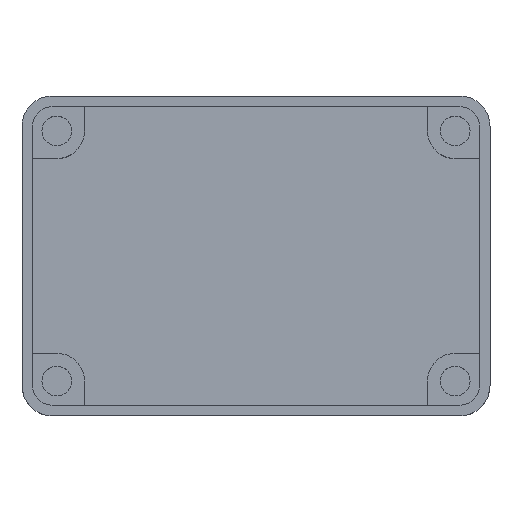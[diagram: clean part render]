
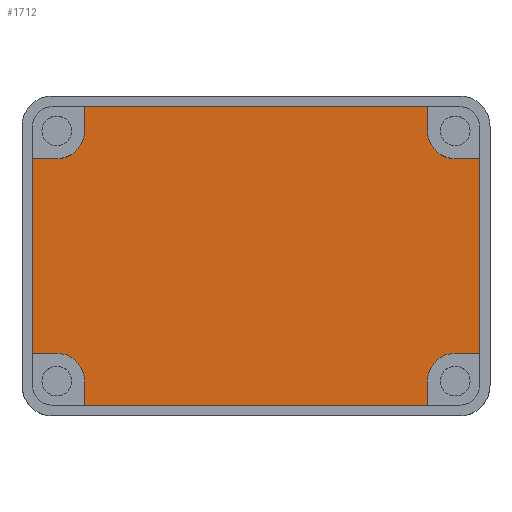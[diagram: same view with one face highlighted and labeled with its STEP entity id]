
A CAD part, top view. The second image highlights one B-rep face of the part: STEP entity #1712.
In plain terms, the highlighted planar face has unit normal (0, 0, 1).
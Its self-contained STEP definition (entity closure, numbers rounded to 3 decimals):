
#1125 = VERTEX_POINT('',#1126);
#1126 = CARTESIAN_POINT('',(-24.1,10.5,-6.85));
#1132 = EDGE_CURVE('',#1133,#1125,#1135,.T.);
#1133 = VERTEX_POINT('',#1134);
#1134 = CARTESIAN_POINT('',(-24.1,-10.5,-6.85));
#1135 = LINE('',#1136,#1137);
#1136 = CARTESIAN_POINT('',(-24.1,7.,-6.85));
#1137 = VECTOR('',#1138,1.);
#1138 = DIRECTION('',(0.,1.,0.));
#1214 = VERTEX_POINT('',#1215);
#1215 = CARTESIAN_POINT('',(18.5,16.1,-6.85));
#1221 = EDGE_CURVE('',#1222,#1214,#1224,.T.);
#1222 = VERTEX_POINT('',#1223);
#1223 = CARTESIAN_POINT('',(-18.5,16.1,-6.85));
#1224 = LINE('',#1225,#1226);
#1225 = CARTESIAN_POINT('',(11.,16.1,-6.85));
#1226 = VECTOR('',#1227,1.);
#1227 = DIRECTION('',(1.,0.,0.));
#1375 = VERTEX_POINT('',#1376);
#1376 = CARTESIAN_POINT('',(24.1,-10.5,-6.85));
#1382 = EDGE_CURVE('',#1383,#1375,#1385,.T.);
#1383 = VERTEX_POINT('',#1384);
#1384 = CARTESIAN_POINT('',(24.1,10.5,-6.85));
#1385 = LINE('',#1386,#1387);
#1386 = CARTESIAN_POINT('',(24.1,-7.,-6.85));
#1387 = VECTOR('',#1388,1.);
#1388 = DIRECTION('',(0.,-1.,0.));
#1456 = VERTEX_POINT('',#1457);
#1457 = CARTESIAN_POINT('',(-18.5,-16.1,-6.85));
#1463 = EDGE_CURVE('',#1464,#1456,#1466,.T.);
#1464 = VERTEX_POINT('',#1465);
#1465 = CARTESIAN_POINT('',(18.5,-16.1,-6.85));
#1466 = LINE('',#1467,#1468);
#1467 = CARTESIAN_POINT('',(-11.,-16.1,-6.85));
#1468 = VECTOR('',#1469,1.);
#1469 = DIRECTION('',(-1.,0.,0.));
#1693 = VERTEX_POINT('',#1694);
#1694 = CARTESIAN_POINT('',(-21.5,-10.5,-6.85));
#1702 = EDGE_CURVE('',#1693,#1133,#1703,.T.);
#1703 = LINE('',#1704,#1705);
#1704 = CARTESIAN_POINT('',(-21.5,-10.5,-6.85));
#1705 = VECTOR('',#1706,1.);
#1706 = DIRECTION('',(-1.,0.,0.));
#1712 = ADVANCED_FACE('',(#1713),#1804,.T.);
#1713 = FACE_BOUND('',#1714,.T.);
#1714 = EDGE_LOOP('',(#1715,#1716,#1717,#1726,#1732,#1733,#1741,#1750,
    #1756,#1757,#1765,#1774,#1780,#1781,#1789,#1798));
#1715 = ORIENTED_EDGE('',*,*,#1132,.F.);
#1716 = ORIENTED_EDGE('',*,*,#1702,.F.);
#1717 = ORIENTED_EDGE('',*,*,#1718,.F.);
#1718 = EDGE_CURVE('',#1719,#1693,#1721,.T.);
#1719 = VERTEX_POINT('',#1720);
#1720 = CARTESIAN_POINT('',(-18.5,-13.5,-6.85));
#1721 = CIRCLE('',#1722,3.);
#1722 = AXIS2_PLACEMENT_3D('',#1723,#1724,#1725);
#1723 = CARTESIAN_POINT('',(-21.5,-13.5,-6.85));
#1724 = DIRECTION('',(0.,0.,1.));
#1725 = DIRECTION('',(1.,0.,0.));
#1726 = ORIENTED_EDGE('',*,*,#1727,.F.);
#1727 = EDGE_CURVE('',#1456,#1719,#1728,.T.);
#1728 = LINE('',#1729,#1730);
#1729 = CARTESIAN_POINT('',(-18.5,-16.1,-6.85));
#1730 = VECTOR('',#1731,1.);
#1731 = DIRECTION('',(0.,1.,0.));
#1732 = ORIENTED_EDGE('',*,*,#1463,.F.);
#1733 = ORIENTED_EDGE('',*,*,#1734,.F.);
#1734 = EDGE_CURVE('',#1735,#1464,#1737,.T.);
#1735 = VERTEX_POINT('',#1736);
#1736 = CARTESIAN_POINT('',(18.5,-13.5,-6.85));
#1737 = LINE('',#1738,#1739);
#1738 = CARTESIAN_POINT('',(18.5,-13.5,-6.85));
#1739 = VECTOR('',#1740,1.);
#1740 = DIRECTION('',(0.,-1.,0.));
#1741 = ORIENTED_EDGE('',*,*,#1742,.F.);
#1742 = EDGE_CURVE('',#1743,#1735,#1745,.T.);
#1743 = VERTEX_POINT('',#1744);
#1744 = CARTESIAN_POINT('',(21.5,-10.5,-6.85));
#1745 = CIRCLE('',#1746,3.);
#1746 = AXIS2_PLACEMENT_3D('',#1747,#1748,#1749);
#1747 = CARTESIAN_POINT('',(21.5,-13.5,-6.85));
#1748 = DIRECTION('',(0.,0.,1.));
#1749 = DIRECTION('',(1.,0.,0.));
#1750 = ORIENTED_EDGE('',*,*,#1751,.F.);
#1751 = EDGE_CURVE('',#1375,#1743,#1752,.T.);
#1752 = LINE('',#1753,#1754);
#1753 = CARTESIAN_POINT('',(24.1,-10.5,-6.85));
#1754 = VECTOR('',#1755,1.);
#1755 = DIRECTION('',(-1.,0.,0.));
#1756 = ORIENTED_EDGE('',*,*,#1382,.F.);
#1757 = ORIENTED_EDGE('',*,*,#1758,.F.);
#1758 = EDGE_CURVE('',#1759,#1383,#1761,.T.);
#1759 = VERTEX_POINT('',#1760);
#1760 = CARTESIAN_POINT('',(21.5,10.5,-6.85));
#1761 = LINE('',#1762,#1763);
#1762 = CARTESIAN_POINT('',(21.5,10.5,-6.85));
#1763 = VECTOR('',#1764,1.);
#1764 = DIRECTION('',(1.,0.,0.));
#1765 = ORIENTED_EDGE('',*,*,#1766,.F.);
#1766 = EDGE_CURVE('',#1767,#1759,#1769,.T.);
#1767 = VERTEX_POINT('',#1768);
#1768 = CARTESIAN_POINT('',(18.5,13.5,-6.85));
#1769 = CIRCLE('',#1770,3.);
#1770 = AXIS2_PLACEMENT_3D('',#1771,#1772,#1773);
#1771 = CARTESIAN_POINT('',(21.5,13.5,-6.85));
#1772 = DIRECTION('',(0.,0.,1.));
#1773 = DIRECTION('',(1.,0.,0.));
#1774 = ORIENTED_EDGE('',*,*,#1775,.F.);
#1775 = EDGE_CURVE('',#1214,#1767,#1776,.T.);
#1776 = LINE('',#1777,#1778);
#1777 = CARTESIAN_POINT('',(18.5,16.1,-6.85));
#1778 = VECTOR('',#1779,1.);
#1779 = DIRECTION('',(0.,-1.,0.));
#1780 = ORIENTED_EDGE('',*,*,#1221,.F.);
#1781 = ORIENTED_EDGE('',*,*,#1782,.F.);
#1782 = EDGE_CURVE('',#1783,#1222,#1785,.T.);
#1783 = VERTEX_POINT('',#1784);
#1784 = CARTESIAN_POINT('',(-18.5,13.5,-6.85));
#1785 = LINE('',#1786,#1787);
#1786 = CARTESIAN_POINT('',(-18.5,13.5,-6.85));
#1787 = VECTOR('',#1788,1.);
#1788 = DIRECTION('',(0.,1.,0.));
#1789 = ORIENTED_EDGE('',*,*,#1790,.F.);
#1790 = EDGE_CURVE('',#1791,#1783,#1793,.T.);
#1791 = VERTEX_POINT('',#1792);
#1792 = CARTESIAN_POINT('',(-21.5,10.5,-6.85));
#1793 = CIRCLE('',#1794,3.);
#1794 = AXIS2_PLACEMENT_3D('',#1795,#1796,#1797);
#1795 = CARTESIAN_POINT('',(-21.5,13.5,-6.85));
#1796 = DIRECTION('',(0.,0.,1.));
#1797 = DIRECTION('',(1.,0.,0.));
#1798 = ORIENTED_EDGE('',*,*,#1799,.F.);
#1799 = EDGE_CURVE('',#1125,#1791,#1800,.T.);
#1800 = LINE('',#1801,#1802);
#1801 = CARTESIAN_POINT('',(-24.1,10.5,-6.85));
#1802 = VECTOR('',#1803,1.);
#1803 = DIRECTION('',(1.,0.,0.));
#1804 = PLANE('',#1805);
#1805 = AXIS2_PLACEMENT_3D('',#1806,#1807,#1808);
#1806 = CARTESIAN_POINT('',(0.,0.,-6.85)
  );
#1807 = DIRECTION('',(0.,0.,1.));
#1808 = DIRECTION('',(1.,0.,0.));
